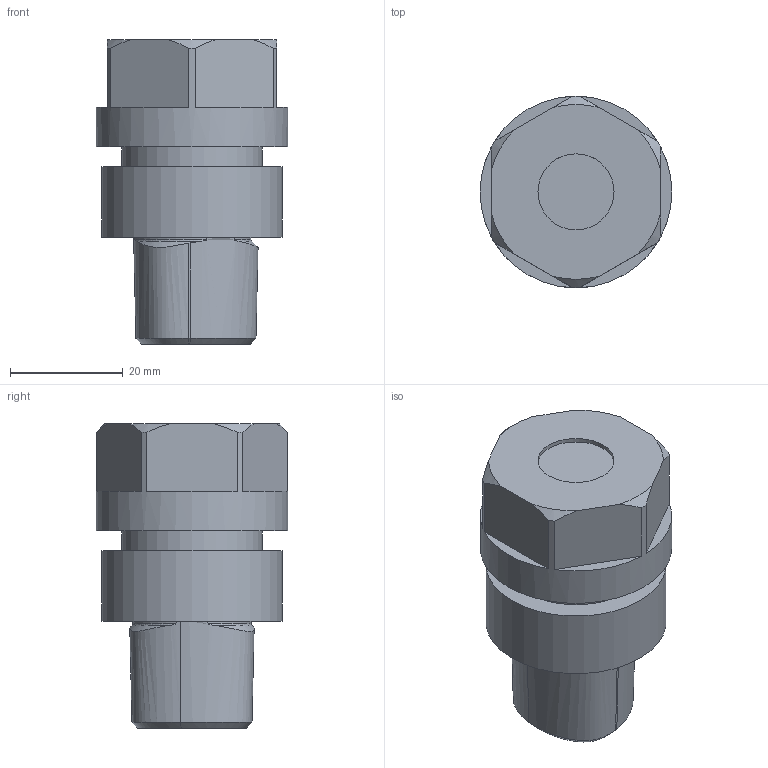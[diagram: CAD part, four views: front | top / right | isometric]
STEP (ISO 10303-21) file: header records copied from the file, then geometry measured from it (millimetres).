
FILE_DESCRIPTION(/* description */ (''),/* implementation_level */ '2;1');
FILE_NAME(/* name */ 'W9990591_A__specification_W9990591_Aussen_.stp',/* time_stamp */ '2013-08-27T09:58:45+02:00',/* author */ (''),/* organization */ (''),/* preprocessor_version */ 'ST-DEVELOPER v11',/* originating_system */ 'SIEMENS PLM Software NX 7.5',/* authorisation */ '');
FILE_SCHEMA (('AUTOMOTIVE_DESIGN { 1 0 10303 214 1 1 1 1 }'));
Length unit declared in the file: millimetre
Products named in the file (1): webeD5086j4z
Bounding box: 34 x 34 x 54 mm (x, y, z)
Volume: 34158.1 mm3; surface area: 7226.2 mm2
Topology: 1 solids, 1 shells, 45 faces, 113 edges, 74 vertices
Faces by surface type: plane 18, cone 9, bspline 8, cylinder 7, torus 3
Full cylindrical faces by diameter (mm): 13.5 x1, 25 x1, 32 x1, 34 x1
Entity records: 1942 total; most frequent: CARTESIAN_POINT 941, ORIENTED_EDGE 216, DIRECTION 172, EDGE_CURVE 108, VERTEX_POINT 73, AXIS2_PLACEMENT_3D 72, EDGE_LOOP 53, B_SPLINE_CURVE_WITH_KNOTS 46
